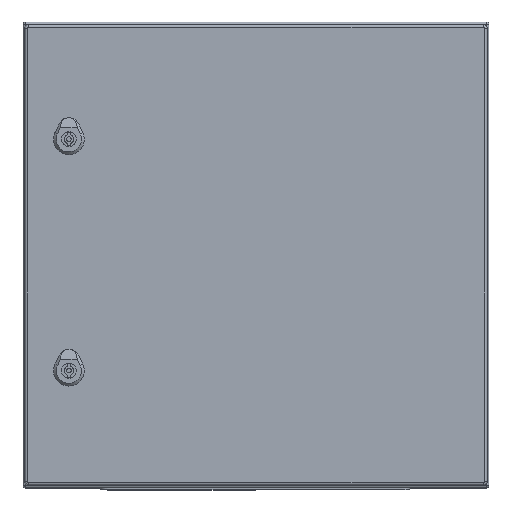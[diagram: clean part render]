
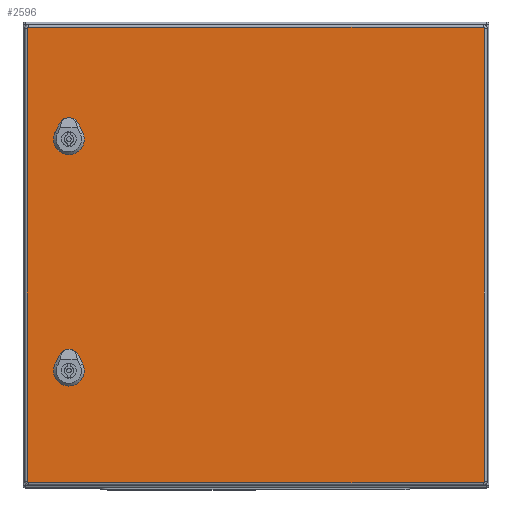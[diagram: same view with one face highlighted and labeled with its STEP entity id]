
A CAD part, top view. The second image highlights one B-rep face of the part: STEP entity #2596.
In plain terms, the highlighted face is planar.
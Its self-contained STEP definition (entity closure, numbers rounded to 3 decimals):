
#1561=FACE_BOUND('',#3959,.T.);
#1562=FACE_BOUND('',#3960,.T.);
#1563=FACE_BOUND('',#3961,.T.);
#2145=CIRCLE('',#10923,1.4);
#2146=CIRCLE('',#10924,1.4);
#2147=CIRCLE('',#10925,1.4);
#2148=CIRCLE('',#10926,1.4);
#2149=CIRCLE('',#10927,11.25);
#2150=CIRCLE('',#10928,11.25);
#2151=CIRCLE('',#10929,11.25);
#2152=CIRCLE('',#10930,11.25);
#2153=CIRCLE('',#10931,11.25);
#2154=CIRCLE('',#10932,11.25);
#2155=CIRCLE('',#10933,11.25);
#2156=CIRCLE('',#10934,11.25);
#2596=ADVANCED_FACE('',(#1561,#1562,#1563),#2931,.F.);
#2931=PLANE('',#10935);
#3959=EDGE_LOOP('',(#5653,#5654,#5655,#5656,#5657,#5658,#5659,#5660));
#3960=EDGE_LOOP('',(#5661,#5662,#5663,#5664,#5665,#5666,#5667,#5668));
#3961=EDGE_LOOP('',(#5669,#5670,#5671,#5672,#5673,#5674,#5675,#5676));
#5653=ORIENTED_EDGE('',*,*,#8373,.F.);
#5654=ORIENTED_EDGE('',*,*,#8374,.F.);
#5655=ORIENTED_EDGE('',*,*,#8375,.F.);
#5656=ORIENTED_EDGE('',*,*,#8376,.F.);
#5657=ORIENTED_EDGE('',*,*,#8377,.F.);
#5658=ORIENTED_EDGE('',*,*,#8378,.F.);
#5659=ORIENTED_EDGE('',*,*,#8379,.F.);
#5660=ORIENTED_EDGE('',*,*,#8380,.F.);
#5661=ORIENTED_EDGE('',*,*,#8381,.T.);
#5662=ORIENTED_EDGE('',*,*,#8382,.T.);
#5663=ORIENTED_EDGE('',*,*,#8383,.T.);
#5664=ORIENTED_EDGE('',*,*,#8384,.T.);
#5665=ORIENTED_EDGE('',*,*,#8385,.T.);
#5666=ORIENTED_EDGE('',*,*,#8386,.T.);
#5667=ORIENTED_EDGE('',*,*,#8387,.T.);
#5668=ORIENTED_EDGE('',*,*,#8388,.T.);
#5669=ORIENTED_EDGE('',*,*,#8389,.F.);
#5670=ORIENTED_EDGE('',*,*,#8390,.F.);
#5671=ORIENTED_EDGE('',*,*,#8391,.F.);
#5672=ORIENTED_EDGE('',*,*,#8392,.F.);
#5673=ORIENTED_EDGE('',*,*,#8393,.F.);
#5674=ORIENTED_EDGE('',*,*,#8394,.F.);
#5675=ORIENTED_EDGE('',*,*,#8395,.F.);
#5676=ORIENTED_EDGE('',*,*,#8396,.F.);
#7309=VERTEX_POINT('',#16091);
#7310=VERTEX_POINT('',#16092);
#7311=VERTEX_POINT('',#16094);
#7312=VERTEX_POINT('',#16096);
#7313=VERTEX_POINT('',#16098);
#7314=VERTEX_POINT('',#16100);
#7315=VERTEX_POINT('',#16102);
#7316=VERTEX_POINT('',#16104);
#7317=VERTEX_POINT('',#16107);
#7318=VERTEX_POINT('',#16108);
#7319=VERTEX_POINT('',#16110);
#7320=VERTEX_POINT('',#16112);
#7321=VERTEX_POINT('',#16114);
#7322=VERTEX_POINT('',#16116);
#7323=VERTEX_POINT('',#16118);
#7324=VERTEX_POINT('',#16120);
#7325=VERTEX_POINT('',#16123);
#7326=VERTEX_POINT('',#16124);
#7327=VERTEX_POINT('',#16126);
#7328=VERTEX_POINT('',#16128);
#7329=VERTEX_POINT('',#16130);
#7330=VERTEX_POINT('',#16132);
#7331=VERTEX_POINT('',#16134);
#7332=VERTEX_POINT('',#16136);
#8373=EDGE_CURVE('',#7309,#7310,#2145,.T.);
#8374=EDGE_CURVE('',#7311,#7309,#9271,.T.);
#8375=EDGE_CURVE('',#7312,#7311,#2146,.T.);
#8376=EDGE_CURVE('',#7313,#7312,#9272,.T.);
#8377=EDGE_CURVE('',#7314,#7313,#2147,.T.);
#8378=EDGE_CURVE('',#7315,#7314,#9273,.T.);
#8379=EDGE_CURVE('',#7316,#7315,#2148,.T.);
#8380=EDGE_CURVE('',#7310,#7316,#9274,.T.);
#8381=EDGE_CURVE('',#7317,#7318,#9275,.T.);
#8382=EDGE_CURVE('',#7318,#7319,#2149,.T.);
#8383=EDGE_CURVE('',#7319,#7320,#9276,.T.);
#8384=EDGE_CURVE('',#7320,#7321,#2150,.T.);
#8385=EDGE_CURVE('',#7321,#7322,#9277,.T.);
#8386=EDGE_CURVE('',#7322,#7323,#2151,.T.);
#8387=EDGE_CURVE('',#7323,#7324,#9278,.T.);
#8388=EDGE_CURVE('',#7324,#7317,#2152,.T.);
#8389=EDGE_CURVE('',#7325,#7326,#2153,.T.);
#8390=EDGE_CURVE('',#7327,#7325,#9279,.T.);
#8391=EDGE_CURVE('',#7328,#7327,#2154,.T.);
#8392=EDGE_CURVE('',#7329,#7328,#9280,.T.);
#8393=EDGE_CURVE('',#7330,#7329,#2155,.T.);
#8394=EDGE_CURVE('',#7331,#7330,#9281,.T.);
#8395=EDGE_CURVE('',#7332,#7331,#2156,.T.);
#8396=EDGE_CURVE('',#7326,#7332,#9282,.T.);
#9271=LINE('',#16093,#9997);
#9272=LINE('',#16097,#9998);
#9273=LINE('',#16101,#9999);
#9274=LINE('',#16105,#10000);
#9275=LINE('',#16106,#10001);
#9276=LINE('',#16111,#10002);
#9277=LINE('',#16115,#10003);
#9278=LINE('',#16119,#10004);
#9279=LINE('',#16125,#10005);
#9280=LINE('',#16129,#10006);
#9281=LINE('',#16133,#10007);
#9282=LINE('',#16137,#10008);
#9997=VECTOR('',#13004,1.);
#9998=VECTOR('',#13007,1.);
#9999=VECTOR('',#13010,1.);
#10000=VECTOR('',#13013,1.);
#10001=VECTOR('',#13014,1.);
#10002=VECTOR('',#13017,1.);
#10003=VECTOR('',#13020,1.);
#10004=VECTOR('',#13023,1.);
#10005=VECTOR('',#13028,1.);
#10006=VECTOR('',#13031,1.);
#10007=VECTOR('',#13034,1.);
#10008=VECTOR('',#13037,1.);
#10923=AXIS2_PLACEMENT_3D('',#16090,#13002,#13003);
#10924=AXIS2_PLACEMENT_3D('',#16095,#13005,#13006);
#10925=AXIS2_PLACEMENT_3D('',#16099,#13008,#13009);
#10926=AXIS2_PLACEMENT_3D('',#16103,#13011,#13012);
#10927=AXIS2_PLACEMENT_3D('',#16109,#13015,#13016);
#10928=AXIS2_PLACEMENT_3D('',#16113,#13018,#13019);
#10929=AXIS2_PLACEMENT_3D('',#16117,#13021,#13022);
#10930=AXIS2_PLACEMENT_3D('',#16121,#13024,#13025);
#10931=AXIS2_PLACEMENT_3D('',#16122,#13026,#13027);
#10932=AXIS2_PLACEMENT_3D('',#16127,#13029,#13030);
#10933=AXIS2_PLACEMENT_3D('',#16131,#13032,#13033);
#10934=AXIS2_PLACEMENT_3D('',#16135,#13035,#13036);
#10935=AXIS2_PLACEMENT_3D('',#16138,#13038,#13039);
#13002=DIRECTION('',(0.,0.,1.));
#13003=DIRECTION('',(1.,0.,0.));
#13004=DIRECTION('',(0.,-1.,0.));
#13005=DIRECTION('',(0.,0.,1.));
#13006=DIRECTION('',(1.,0.,0.));
#13007=DIRECTION('',(-1.,0.,0.));
#13008=DIRECTION('',(0.,0.,1.));
#13009=DIRECTION('',(1.,0.,0.));
#13010=DIRECTION('',(0.,1.,0.));
#13011=DIRECTION('',(0.,0.,1.));
#13012=DIRECTION('',(1.,0.,0.));
#13013=DIRECTION('',(1.,0.,0.));
#13014=DIRECTION('',(-1.,0.,0.));
#13015=DIRECTION('',(0.,0.,1.));
#13016=DIRECTION('',(1.,0.,0.));
#13017=DIRECTION('',(0.,-1.,0.));
#13018=DIRECTION('',(0.,0.,1.));
#13019=DIRECTION('',(1.,0.,0.));
#13020=DIRECTION('',(1.,0.,0.));
#13021=DIRECTION('',(0.,0.,1.));
#13022=DIRECTION('',(1.,0.,0.));
#13023=DIRECTION('',(0.,1.,0.));
#13024=DIRECTION('',(0.,0.,1.));
#13025=DIRECTION('',(1.,0.,0.));
#13026=DIRECTION('',(0.,0.,-1.));
#13027=DIRECTION('',(1.,0.,0.));
#13028=DIRECTION('',(-1.,0.,0.));
#13029=DIRECTION('',(0.,0.,-1.));
#13030=DIRECTION('',(1.,0.,0.));
#13031=DIRECTION('',(0.,-1.,0.));
#13032=DIRECTION('',(0.,0.,-1.));
#13033=DIRECTION('',(1.,0.,0.));
#13034=DIRECTION('',(1.,0.,0.));
#13035=DIRECTION('',(0.,0.,-1.));
#13036=DIRECTION('',(1.,0.,0.));
#13037=DIRECTION('',(0.,1.,0.));
#13038=DIRECTION('',(0.,0.,1.));
#13039=DIRECTION('',(1.,0.,0.));
#16090=CARTESIAN_POINT('',(-243.95,-243.,0.));
#16091=CARTESIAN_POINT('',(-245.35,-243.,0.));
#16092=CARTESIAN_POINT('',(-243.95,-244.4,0.));
#16093=CARTESIAN_POINT('',(-245.35,243.,0.));
#16094=CARTESIAN_POINT('',(-245.35,243.,0.));
#16095=CARTESIAN_POINT('',(-243.95,243.,0.));
#16096=CARTESIAN_POINT('',(-243.95,244.4,0.));
#16097=CARTESIAN_POINT('',(243.95,244.4,0.));
#16098=CARTESIAN_POINT('',(243.95,244.4,0.));
#16099=CARTESIAN_POINT('',(243.95,243.,0.));
#16100=CARTESIAN_POINT('',(245.35,243.,0.));
#16101=CARTESIAN_POINT('',(245.35,-243.,0.));
#16102=CARTESIAN_POINT('',(245.35,-243.,0.));
#16103=CARTESIAN_POINT('',(243.95,-243.,0.));
#16104=CARTESIAN_POINT('',(243.95,-244.4,0.));
#16105=CARTESIAN_POINT('',(-243.95,-244.4,0.));
#16106=CARTESIAN_POINT('',(-243.95,134.4,0.));
#16107=CARTESIAN_POINT('',(205.396,134.4,0.));
#16108=CARTESIAN_POINT('',(195.904,134.4,0.));
#16109=CARTESIAN_POINT('',(200.65,124.2,0.));
#16110=CARTESIAN_POINT('',(190.45,128.946,0.));
#16111=CARTESIAN_POINT('',(190.45,243.,0.));
#16112=CARTESIAN_POINT('',(190.45,119.454,0.));
#16113=CARTESIAN_POINT('',(200.65,124.2,0.));
#16114=CARTESIAN_POINT('',(195.904,114.,0.));
#16115=CARTESIAN_POINT('',(-243.95,114.,0.));
#16116=CARTESIAN_POINT('',(205.396,114.,0.));
#16117=CARTESIAN_POINT('',(200.65,124.2,0.));
#16118=CARTESIAN_POINT('',(210.85,119.454,0.));
#16119=CARTESIAN_POINT('',(210.85,243.,0.));
#16120=CARTESIAN_POINT('',(210.85,128.946,0.));
#16121=CARTESIAN_POINT('',(200.65,124.2,0.));
#16122=CARTESIAN_POINT('',(200.65,-124.2,0.));
#16123=CARTESIAN_POINT('',(195.904,-134.4,0.));
#16124=CARTESIAN_POINT('',(190.45,-128.946,0.));
#16125=CARTESIAN_POINT('',(-243.95,-134.4,0.));
#16126=CARTESIAN_POINT('',(205.396,-134.4,0.));
#16127=CARTESIAN_POINT('',(200.65,-124.2,0.));
#16128=CARTESIAN_POINT('',(210.85,-128.946,0.));
#16129=CARTESIAN_POINT('',(210.85,243.,0.));
#16130=CARTESIAN_POINT('',(210.85,-119.454,0.));
#16131=CARTESIAN_POINT('',(200.65,-124.2,0.));
#16132=CARTESIAN_POINT('',(205.396,-114.,0.));
#16133=CARTESIAN_POINT('',(-243.95,-114.,0.));
#16134=CARTESIAN_POINT('',(195.904,-114.,0.));
#16135=CARTESIAN_POINT('',(200.65,-124.2,0.));
#16136=CARTESIAN_POINT('',(190.45,-119.454,0.));
#16137=CARTESIAN_POINT('',(190.45,243.,0.));
#16138=CARTESIAN_POINT('',(-243.95,243.,0.));
